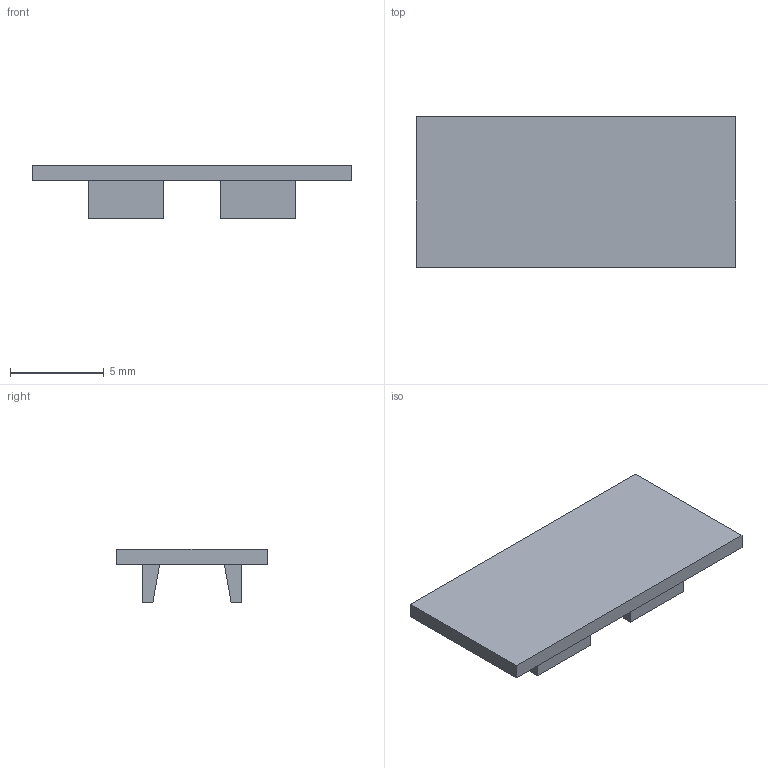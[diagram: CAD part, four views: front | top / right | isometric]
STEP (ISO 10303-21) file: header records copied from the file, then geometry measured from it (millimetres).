
FILE_DESCRIPTION(('CATIA V5R19 STEP'),'2;1');
FILE_NAME ('D1455518_0', '2015-02-23T12:32:12+00:00', ('Weidmueller Interface'), ('Weidmueller'), 'CATIA Version 5 Release 20 SP 5 (IN-10)', 'CATIA V5 STEP AP214', 'none');
FILE_SCHEMA(('AUTOMOTIVE_DESIGN { 1 0 10303 214 1 1 1 1 }'));
Length unit declared in the file: millimetre
Products named in the file (1): ESG 8/17 Lumberg
Bounding box: 17 x 8 x 2.85 mm (x, y, z)
Volume: 132.4 mm3; surface area: 384.1 mm2
Topology: 1 solids, 1 shells, 26 faces, 60 edges, 40 vertices
Faces by surface type: plane 26
Entity records: 692 total; most frequent: ORIENTED_EDGE 120, CARTESIAN_POINT 116, DIRECTION 90, VECTOR 60, EDGE_CURVE 60, LINE 60, VERTEX_POINT 40, EDGE_LOOP 30
